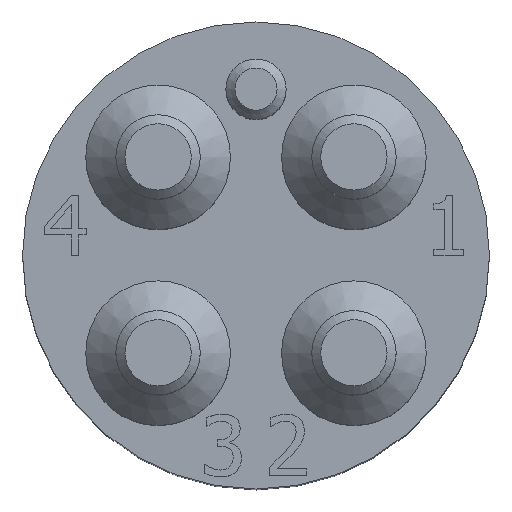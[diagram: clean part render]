
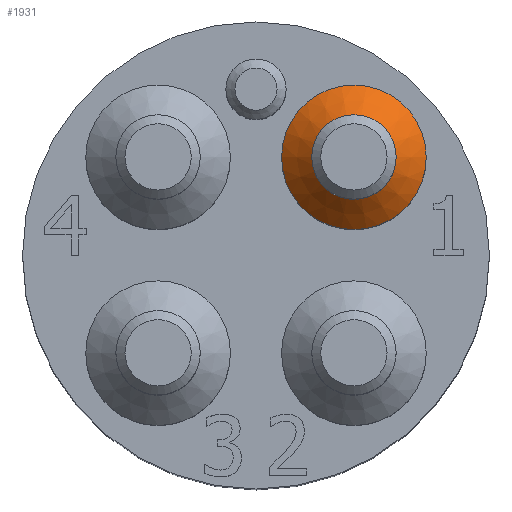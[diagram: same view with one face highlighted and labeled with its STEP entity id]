
A CAD part, top view. The second image highlights one B-rep face of the part: STEP entity #1931.
In plain terms, the highlighted conical face has half-angle 45 degrees and reference radius 1.9 mm.
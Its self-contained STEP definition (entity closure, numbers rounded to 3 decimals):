
#40=CONICAL_SURFACE($,#2061,1.9,45.);
#76=CIRCLE($,#2047,1.4);
#82=CIRCLE($,#2062,2.4);
#222=FACE_BOUND($,#496,.T.);
#337=FACE_OUTER_BOUND($,#495,.T.);
#495=EDGE_LOOP($,(#1714));
#496=EDGE_LOOP($,(#1715));
#970=VERTEX_POINT($,#3491);
#976=VERTEX_POINT($,#3512);
#1220=EDGE_CURVE($,#970,#970,#76,.T.);
#1226=EDGE_CURVE($,#976,#976,#82,.T.);
#1714=ORIENTED_EDGE($,*,*,#1220,.T.);
#1715=ORIENTED_EDGE($,*,*,#1226,.T.);
#1931=ADVANCED_FACE($,(#337,#222),#40,.T.);
#2047=AXIS2_PLACEMENT_3D($,#3492,#2430,#2431);
#2061=AXIS2_PLACEMENT_3D($,#3511,#2458,#2459);
#2062=AXIS2_PLACEMENT_3D($,#3513,#2460,#2461);
#2430=DIRECTION('center_axis',(0.,0.,-1.));
#2431=DIRECTION('ref_axis',(-1.,0.,0.));
#2458=DIRECTION('center_axis',(0.,0.,-1.));
#2459=DIRECTION('ref_axis',(-1.,0.,0.));
#2460=DIRECTION('center_axis',(0.,0.,1.));
#2461=DIRECTION('ref_axis',(-1.,0.,0.));
#3491=CARTESIAN_POINT('',(4.65,3.25,25.));
#3492=CARTESIAN_POINT('Origin',(3.25,3.25,25.));
#3511=CARTESIAN_POINT('Origin',(3.25,3.25,24.5));
#3512=CARTESIAN_POINT('',(5.65,3.25,24.));
#3513=CARTESIAN_POINT('Origin',(3.25,3.25,24.));
